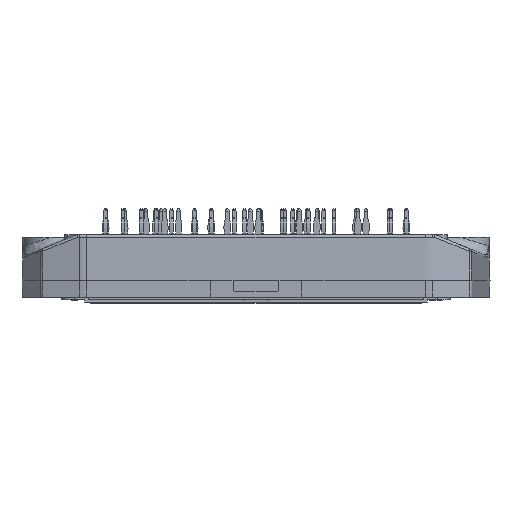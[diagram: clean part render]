
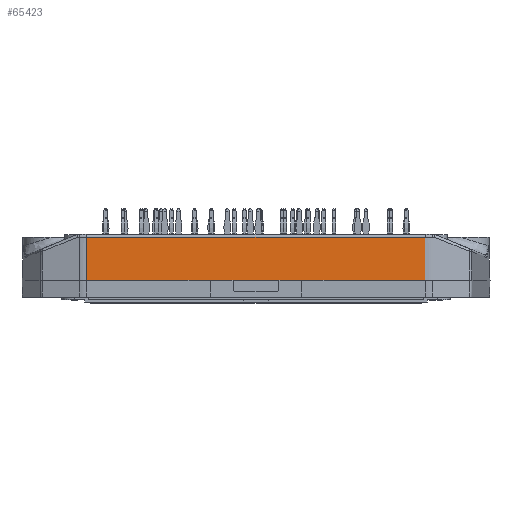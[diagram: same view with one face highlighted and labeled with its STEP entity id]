
A CAD part, front view. The second image highlights one B-rep face of the part: STEP entity #65423.
In plain terms, the highlighted planar face has unit normal (0, -1, 0.026).
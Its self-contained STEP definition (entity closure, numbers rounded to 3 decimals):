
#7432=ORIENTED_EDGE('',*,*,#20647,.F.);
#7433=ORIENTED_EDGE('',*,*,#20648,.T.);
#7434=ORIENTED_EDGE('',*,*,#20382,.F.);
#7435=ORIENTED_EDGE('',*,*,#20649,.F.);
#7436=ORIENTED_EDGE('',*,*,#20650,.T.);
#7437=ORIENTED_EDGE('',*,*,#20651,.T.);
#7438=ORIENTED_EDGE('',*,*,#20635,.T.);
#7439=ORIENTED_EDGE('',*,*,#20652,.F.);
#7440=ORIENTED_EDGE('',*,*,#20630,.F.);
#7441=ORIENTED_EDGE('',*,*,#20369,.F.);
#20369=EDGE_CURVE('',#27108,#27109,#31320,.T.);
#20382=EDGE_CURVE('',#27118,#27119,#31328,.T.);
#20630=EDGE_CURVE('',#27109,#27267,#31448,.T.);
#20635=EDGE_CURVE('',#27271,#27270,#31451,.T.);
#20647=EDGE_CURVE('',#27281,#27108,#31459,.T.);
#20648=EDGE_CURVE('',#27281,#27119,#31460,.F.);
#20649=EDGE_CURVE('',#27282,#27118,#31461,.F.);
#20650=EDGE_CURVE('',#27282,#27283,#31462,.T.);
#20651=EDGE_CURVE('',#27283,#27271,#31463,.T.);
#20652=EDGE_CURVE('',#27267,#27270,#31464,.T.);
#27108=VERTEX_POINT('',#90844);
#27109=VERTEX_POINT('',#90846);
#27118=VERTEX_POINT('',#90879);
#27119=VERTEX_POINT('',#90880);
#27267=VERTEX_POINT('',#91920);
#27270=VERTEX_POINT('',#91927);
#27271=VERTEX_POINT('',#91929);
#27281=VERTEX_POINT('',#92033);
#27282=VERTEX_POINT('',#92036);
#27283=VERTEX_POINT('',#92038);
#31320=LINE('',#90845,#35562);
#31328=LINE('',#90878,#35570);
#31448=LINE('',#91919,#35690);
#31451=LINE('',#91928,#35693);
#31459=LINE('',#92032,#35701);
#31460=LINE('',#92034,#35702);
#31461=LINE('',#92035,#35703);
#31462=LINE('',#92037,#35704);
#31463=LINE('',#92039,#35705);
#31464=LINE('',#92040,#35706);
#35562=VECTOR('',#75219,1000.);
#35570=VECTOR('',#75243,1000.);
#35690=VECTOR('',#75681,1000.);
#35693=VECTOR('',#75688,1000.);
#35701=VECTOR('',#75700,1000.);
#35702=VECTOR('',#75701,1000.);
#35703=VECTOR('',#75702,1000.);
#35704=VECTOR('',#75703,1000.);
#35705=VECTOR('',#75704,1000.);
#35706=VECTOR('',#75705,1000.);
#39883=EDGE_LOOP('',(#7432,#7433,#7434,#7435,#7436,#7437,#7438,#7439,#7440,
#7441));
#42751=FACE_BOUND('',#39883,.T.);
#45123=PLANE('',#68873);
#65423=ADVANCED_FACE('',(#42751),#45123,.T.);
#68873=AXIS2_PLACEMENT_3D('',#92031,#75698,#75699);
#75219=DIRECTION('',(-1.,0.,0.));
#75243=DIRECTION('',(1.,0.,0.));
#75681=DIRECTION('',(-1.,0.,0.));
#75688=DIRECTION('',(1.,0.,0.));
#75698=DIRECTION('',(0.,-1.,0.026));
#75699=DIRECTION('',(0.,0.026,1.));
#75700=DIRECTION('',(-1.,0.,0.));
#75701=DIRECTION('',(0.006,-0.026,-1.));
#75702=DIRECTION('',(-0.006,-0.026,-1.));
#75703=DIRECTION('',(1.,0.,0.));
#75704=DIRECTION('',(1.,0.,0.));
#75705=DIRECTION('',(-1.,0.,0.));
#90844=CARTESIAN_POINT('',(29.513,-30.776,3.));
#90845=CARTESIAN_POINT('',(17.961,-30.776,3.));
#90846=CARTESIAN_POINT('',(8.,-30.776,3.));
#90878=CARTESIAN_POINT('',(27.533,-30.58,10.513));
#90879=CARTESIAN_POINT('',(-29.469,-30.58,10.513));
#90880=CARTESIAN_POINT('',(29.469,-30.58,10.513));
#91919=CARTESIAN_POINT('',(17.961,-30.776,3.));
#91920=CARTESIAN_POINT('',(4.,-30.776,3.));
#91927=CARTESIAN_POINT('',(-4.,-30.776,3.));
#91928=CARTESIAN_POINT('',(-17.961,-30.776,3.));
#91929=CARTESIAN_POINT('',(-8.,-30.776,3.));
#92031=CARTESIAN_POINT('',(17.961,-30.776,3.));
#92032=CARTESIAN_POINT('',(17.961,-30.776,3.));
#92033=CARTESIAN_POINT('',(29.513,-30.776,3.));
#92034=CARTESIAN_POINT('',(29.512,-30.775,3.067));
#92035=CARTESIAN_POINT('',(-29.512,-30.775,3.067));
#92036=CARTESIAN_POINT('',(-29.513,-30.776,3.));
#92037=CARTESIAN_POINT('',(-17.961,-30.776,3.));
#92038=CARTESIAN_POINT('',(-29.513,-30.776,3.));
#92039=CARTESIAN_POINT('',(-17.961,-30.776,3.));
#92040=CARTESIAN_POINT('',(-17.961,-30.776,3.));
